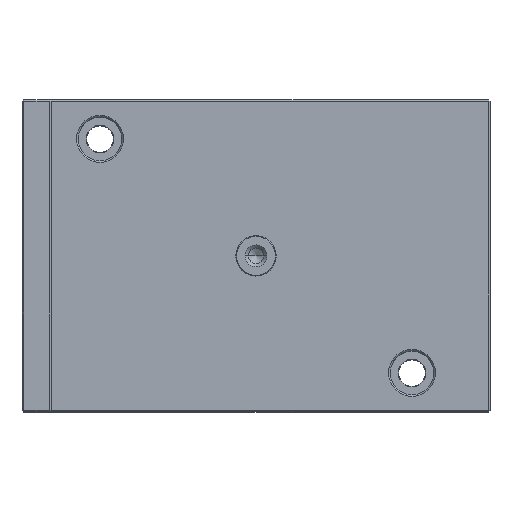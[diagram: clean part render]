
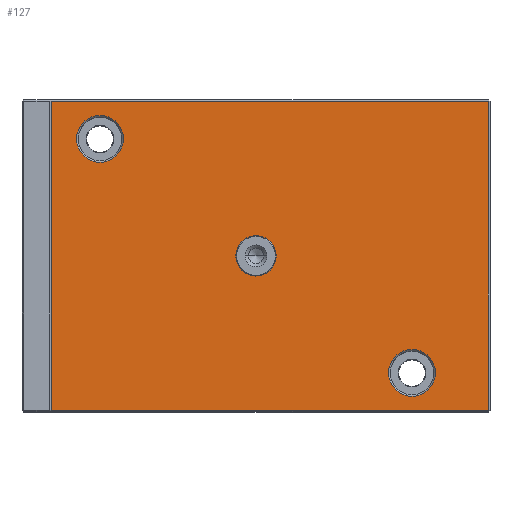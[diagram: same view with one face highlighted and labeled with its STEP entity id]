
A CAD part, top view. The second image highlights one B-rep face of the part: STEP entity #127.
In plain terms, the highlighted planar face has unit normal (0, 0, 1).
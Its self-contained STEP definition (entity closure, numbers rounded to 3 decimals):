
#127=ADVANCED_FACE('',(#292,#293,#294,#295),#296,.F.);
#292=FACE_BOUND('',#500,.T.);
#293=FACE_BOUND('',#501,.T.);
#294=FACE_BOUND('',#502,.T.);
#295=FACE_OUTER_BOUND('',#503,.T.);
#296=PLANE('',#504);
#500=EDGE_LOOP('',(#800,#801));
#501=EDGE_LOOP('',(#802,#803));
#502=EDGE_LOOP('',(#804,#805));
#503=EDGE_LOOP('',(#806,#807,#808,#809));
#504=AXIS2_PLACEMENT_3D('',#810,#811,#812);
#800=ORIENTED_EDGE('',*,*,#1251,.T.);
#801=ORIENTED_EDGE('',*,*,#1176,.T.);
#802=ORIENTED_EDGE('',*,*,#1252,.T.);
#803=ORIENTED_EDGE('',*,*,#1171,.T.);
#804=ORIENTED_EDGE('',*,*,#1253,.F.);
#805=ORIENTED_EDGE('',*,*,#1209,.F.);
#806=ORIENTED_EDGE('',*,*,#1254,.T.);
#807=ORIENTED_EDGE('',*,*,#1255,.T.);
#808=ORIENTED_EDGE('',*,*,#1256,.T.);
#809=ORIENTED_EDGE('',*,*,#1257,.T.);
#810=CARTESIAN_POINT('',(0.0,100.0,-10.0));
#811=DIRECTION('',(0.0,0.0,-1.0));
#812=DIRECTION('',(-1.0,0.0,0.0));
#1171=EDGE_CURVE('',#1375,#1372,#1376,.T.);
#1176=EDGE_CURVE('',#1384,#1381,#1385,.T.);
#1209=EDGE_CURVE('',#1433,#1435,#1436,.T.);
#1251=EDGE_CURVE('',#1381,#1384,#1502,.T.);
#1252=EDGE_CURVE('',#1372,#1375,#1503,.T.);
#1253=EDGE_CURVE('',#1435,#1433,#1504,.T.);
#1254=EDGE_CURVE('',#1505,#1506,#1507,.T.);
#1255=EDGE_CURVE('',#1506,#1508,#1509,.T.);
#1256=EDGE_CURVE('',#1508,#1510,#1511,.T.);
#1257=EDGE_CURVE('',#1510,#1505,#1512,.T.);
#1372=VERTEX_POINT('',#1641);
#1375=VERTEX_POINT('',#1645);
#1376=CIRCLE('',#1646,7.5);
#1381=VERTEX_POINT('',#1652);
#1384=VERTEX_POINT('',#1656);
#1385=CIRCLE('',#1657,7.5);
#1433=VERTEX_POINT('',#1718);
#1435=VERTEX_POINT('',#1721);
#1436=CIRCLE('',#1722,6.45);
#1502=CIRCLE('',#1813,7.5);
#1503=CIRCLE('',#1814,7.5);
#1504=CIRCLE('',#1815,6.45);
#1505=VERTEX_POINT('',#1816);
#1506=VERTEX_POINT('',#1817);
#1507=LINE('',#1818,#1819);
#1508=VERTEX_POINT('',#1820);
#1509=LINE('',#1821,#1822);
#1510=VERTEX_POINT('',#1823);
#1511=LINE('',#1824,#1825);
#1512=LINE('',#1826,#1827);
#1641=CARTESIAN_POINT('',(17.5,87.5,-10.0));
#1645=CARTESIAN_POINT('',(32.5,87.5,-10.0));
#1646=AXIS2_PLACEMENT_3D('',#1993,#1994,#1995);
#1652=CARTESIAN_POINT('',(117.5,12.5,-10.0));
#1656=CARTESIAN_POINT('',(132.5,12.5,-10.0));
#1657=AXIS2_PLACEMENT_3D('',#2001,#2002,#2003);
#1718=CARTESIAN_POINT('',(81.45,50.0,-10.0));
#1721=CARTESIAN_POINT('',(68.55,50.,-10.0));
#1722=AXIS2_PLACEMENT_3D('',#2051,#2052,#2053);
#1813=AXIS2_PLACEMENT_3D('',#2100,#2101,#2102);
#1814=AXIS2_PLACEMENT_3D('',#2103,#2104,#2105);
#1815=AXIS2_PLACEMENT_3D('',#2106,#2107,#2108);
#1816=CARTESIAN_POINT('',(149.5,0.5,-10.0));
#1817=CARTESIAN_POINT('',(149.5,99.5,-10.0));
#1818=CARTESIAN_POINT('',(149.5,100.0,-10.0));
#1819=VECTOR('',#2109,1.0);
#1820=CARTESIAN_POINT('',(9.3,99.5,-10.0));
#1821=CARTESIAN_POINT('',(9.3,99.5,-10.0));
#1822=VECTOR('',#2110,1.0);
#1823=CARTESIAN_POINT('',(9.3,0.5,-10.0));
#1824=CARTESIAN_POINT('',(9.3,100.0,-10.0));
#1825=VECTOR('',#2111,1.0);
#1826=CARTESIAN_POINT('',(150.0,0.5,-10.0));
#1827=VECTOR('',#2112,1.0);
#1993=CARTESIAN_POINT('',(25.0,87.5,-10.0));
#1994=DIRECTION('',(0.0,0.0,-1.0));
#1995=DIRECTION('',(-1.0,0.0,0.0));
#2001=CARTESIAN_POINT('',(125.0,12.5,-10.0));
#2002=DIRECTION('',(0.0,0.0,-1.0));
#2003=DIRECTION('',(-1.0,0.0,0.0));
#2051=CARTESIAN_POINT('',(75.0,50.0,-10.0));
#2052=DIRECTION('',(0.0,0.0,1.0));
#2053=DIRECTION('',(1.0,0.0,0.0));
#2100=CARTESIAN_POINT('',(125.0,12.5,-10.0));
#2101=DIRECTION('',(0.0,0.0,-1.0));
#2102=DIRECTION('',(-1.0,0.0,0.0));
#2103=CARTESIAN_POINT('',(25.0,87.5,-10.0));
#2104=DIRECTION('',(0.0,0.0,-1.0));
#2105=DIRECTION('',(-1.0,0.0,0.0));
#2106=CARTESIAN_POINT('',(75.0,50.0,-10.0));
#2107=DIRECTION('',(0.0,0.0,1.0));
#2108=DIRECTION('',(1.0,0.0,0.0));
#2109=DIRECTION('',(0.0,1.0,0.0));
#2110=DIRECTION('',(-1.0,0.0,0.0));
#2111=DIRECTION('',(0.,-1.0,0.0));
#2112=DIRECTION('',(1.0,0.0,0.0));
